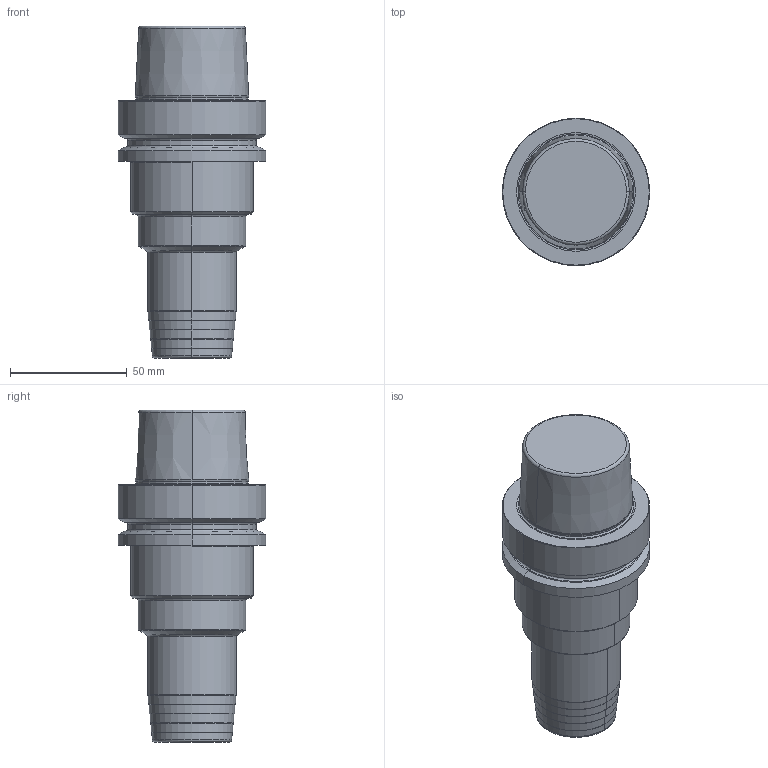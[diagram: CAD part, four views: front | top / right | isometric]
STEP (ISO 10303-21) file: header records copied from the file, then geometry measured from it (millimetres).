
FILE_DESCRIPTION((''),'2;1');
FILE_NAME('30614785','2016-05-23T',('reuterm'),(''),'PRO/ENGINEER BY PARAMETRIC TECHNOLOGY CORPORATION, 2011220','PRO/ENGINEER BY PARAMETRIC TECHNOLOGY CORPORATION, 2011220','');
FILE_SCHEMA(('AUTOMOTIVE_DESIGN_CC2 { 1 2 10303 214 -1 1 5 2 }'));
Length unit declared in the file: millimetre
Products named in the file (1): 30614785
Bounding box: 63 x 63 x 141.9 mm (x, y, z)
Volume: 246587.2 mm3; surface area: 29771.7 mm2
Topology: 1 solids, 1 shells, 87 faces, 331 edges, 262 vertices
Faces by surface type: torus 30, cone 28, cylinder 16, plane 13
Entity records: 4371 total; most frequent: DIRECTION 688, CARTESIAN_POINT 523, ORIENTED_EDGE 352, PRESENTATION_STYLE_ASSIGNMENT 341, STYLED_ITEM 341, CURVE_STYLE 337, AXIS2_PLACEMENT_3D 267, CIRCLE 177
